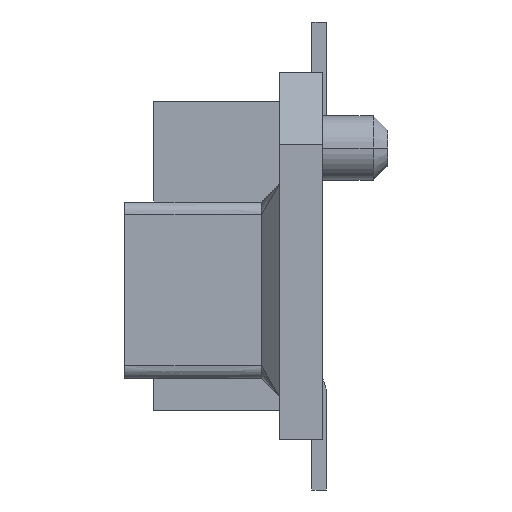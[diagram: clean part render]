
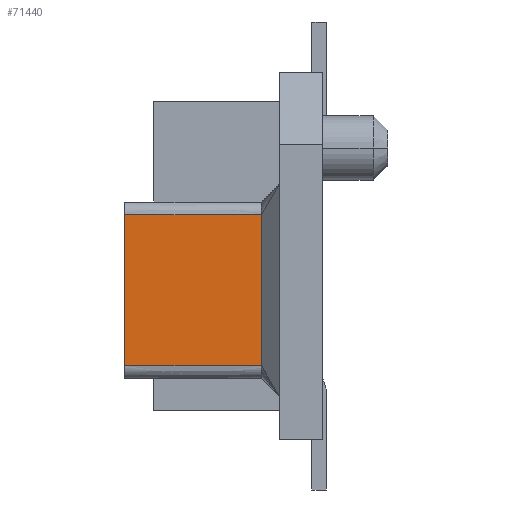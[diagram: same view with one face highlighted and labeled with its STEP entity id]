
A CAD part, left-side view. The second image highlights one B-rep face of the part: STEP entity #71440.
In plain terms, the highlighted planar face has unit normal (-1, 0, 0).
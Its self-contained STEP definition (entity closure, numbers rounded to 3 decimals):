
#68620=CARTESIAN_POINT('',(30.8,0.85,0.576));
#68630=VERTEX_POINT('',#68620);
#68950=CARTESIAN_POINT('',(30.8,0.85,-1.526));
#68960=VERTEX_POINT('',#68950);
#68990=CARTESIAN_POINT('',(30.8,0.85,0.));
#69000=DIRECTION('',(0.,0.,1.));
#69010=VECTOR('',#69000,1.);
#69020=LINE('',#68990,#69010);
#69030=EDGE_CURVE('',#68960,#68630,#69020,.T.);
#69750=CARTESIAN_POINT('',(30.8,2.75,-1.526));
#69760=VERTEX_POINT('',#69750);
#69790=CARTESIAN_POINT('',(30.8,2.75,-1.526));
#69800=DIRECTION('',(0.,-1.,0.));
#69810=VECTOR('',#69800,1.);
#69820=LINE('',#69790,#69810);
#69830=EDGE_CURVE('',#69760,#68960,#69820,.T.);
#70310=CARTESIAN_POINT('',(30.8,2.75,0.576));
#70320=DIRECTION('',(0.,-1.,0.));
#70330=VECTOR('',#70320,1.);
#70340=LINE('',#70310,#70330);
#70350=CARTESIAN_POINT('',(30.8,2.75,0.576));
#70360=VERTEX_POINT('',#70350);
#70370=EDGE_CURVE('',#70360,#68630,#70340,.T.);
#71210=CARTESIAN_POINT('',(30.8,2.75,0.));
#71220=DIRECTION('',(0.,0.,1.));
#71230=VECTOR('',#71220,1.);
#71240=LINE('',#71210,#71230);
#71250=EDGE_CURVE('',#69760,#70360,#71240,.T.);
#71330=CARTESIAN_POINT('',(30.8,1.8,-0.475));
#71340=DIRECTION('',(-1.,0.,0.));
#71350=DIRECTION('',(0.,1.,0.));
#71360=AXIS2_PLACEMENT_3D('',#71330,#71340,#71350);
#71370=PLANE('',#71360);
#71380=ORIENTED_EDGE('',*,*,#69830,.T.);
#71390=ORIENTED_EDGE('',*,*,#71250,.F.);
#71400=ORIENTED_EDGE('',*,*,#70370,.F.);
#71410=ORIENTED_EDGE('',*,*,#69030,.T.);
#71420=EDGE_LOOP('',(#71410,#71400,#71390,#71380));
#71430=FACE_OUTER_BOUND('',#71420,.T.);
#71440=ADVANCED_FACE('',(#71430),#71370,.T.);
